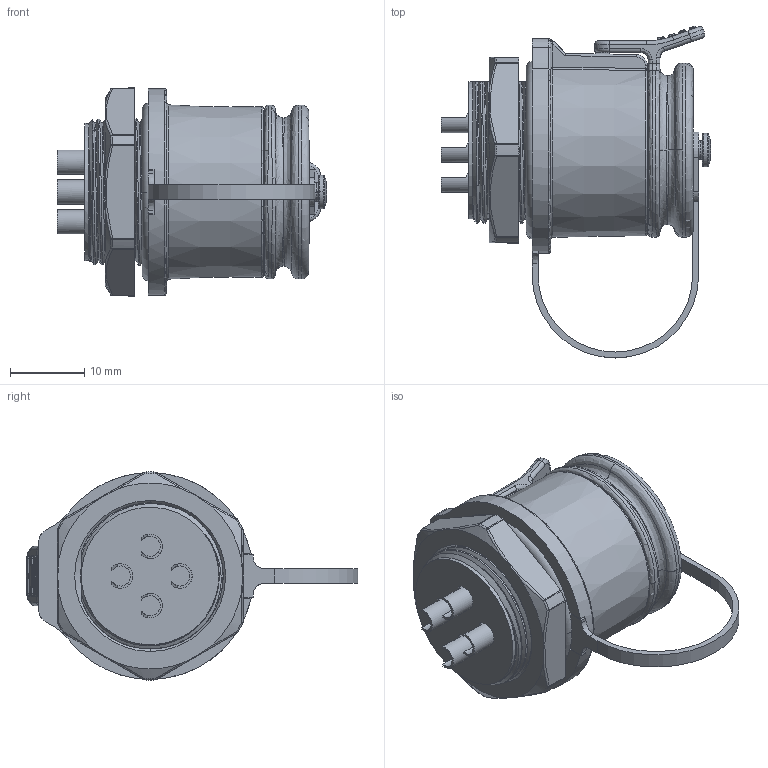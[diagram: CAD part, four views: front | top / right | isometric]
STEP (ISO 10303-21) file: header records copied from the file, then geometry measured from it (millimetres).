
FILE_DESCRIPTION((''),'2;1');
FILE_NAME('WK20-ZMH_ASM','2024-12-18T',('Administrator'),(''),'CREO PARAMETRIC BY PTC INC, 2016130','CREO PARAMETRIC BY PTC INC, 2016130','');
FILE_SCHEMA(('CONFIG_CONTROL_DESIGN','GEOMETRIC_VALIDATION_PROPERTIES_MIM'));
Length unit declared in the file: millimetre
Products named in the file (1): WK20-ZMH_ASM
Bounding box: 36.2 x 44.66 x 28 mm (x, y, z)
Volume: 13337.6 mm3; surface area: 6165.6 mm2
Topology: 1 solids, 2 shells, 584 faces, 1564 edges, 981 vertices
Faces by surface type: plane 167, cylinder 163, bspline 131, cone 46, torus 45, sphere 18, extrusion 14
Entity records: 32289 total; most frequent: CARTESIAN_POINT 15642, ORIENTED_EDGE 3116, DIRECTION 2242, EDGE_CURVE 1558, VERTEX_POINT 981, AXIS2_PLACEMENT_3D 843, B_SPLINE_CURVE_WITH_KNOTS 626, EDGE_LOOP 601
